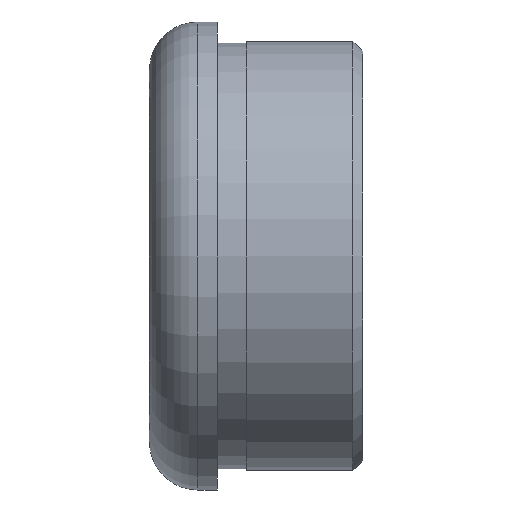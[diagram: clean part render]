
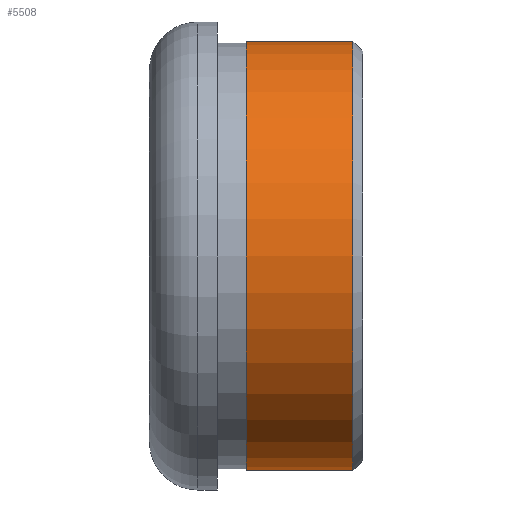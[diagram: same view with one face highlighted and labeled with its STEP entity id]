
A CAD part, left-side view. The second image highlights one B-rep face of the part: STEP entity #5508.
In plain terms, the highlighted cylindrical face has radius 22.15 mm (diameter 44.3 mm), a partial arc.
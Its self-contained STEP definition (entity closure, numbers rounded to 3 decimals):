
#54 = CARTESIAN_POINT ( 'NONE',  ( 0., 20.2, 22.15 ) ) ;
#108 = DIRECTION ( 'NONE',  ( 0., -1., 0. ) ) ;
#578 = CARTESIAN_POINT ( 'NONE',  ( 0., 12., 22.15 ) ) ;
#1478 = CARTESIAN_POINT ( 'NONE',  ( 0., 20.2, -22.15 ) ) ;
#1510 = ORIENTED_EDGE ( 'NONE', *, *, #12091, .T. ) ;
#2565 = DIRECTION ( 'NONE',  ( 0., -1., 0. ) ) ;
#2588 = DIRECTION ( 'NONE',  ( 0., -1., 0. ) ) ;
#3107 = LINE ( 'NONE', #54, #5477 ) ;
#3529 = CARTESIAN_POINT ( 'NONE',  ( 0., 1., -22.15 ) ) ;
#3993 = AXIS2_PLACEMENT_3D ( 'NONE', #8058, #5916, #7031 ) ;
#4161 = CIRCLE ( 'NONE', #4707, 22.15 ) ;
#4525 = ORIENTED_EDGE ( 'NONE', *, *, #7884, .T. ) ;
#4567 = VERTEX_POINT ( 'NONE', #578 ) ;
#4707 = AXIS2_PLACEMENT_3D ( 'NONE', #5929, #2588, #13591 ) ;
#5182 = CARTESIAN_POINT ( 'NONE',  ( 0., 1., 0. ) ) ;
#5477 = VECTOR ( 'NONE', #108, 1000. ) ;
#5494 = ORIENTED_EDGE ( 'NONE', *, *, #9247, .T. ) ;
#5508 = ADVANCED_FACE ( 'NONE', ( #12933 ), #12237, .T. ) ;
#5916 = DIRECTION ( 'NONE',  ( 0., -1., 0. ) ) ;
#5929 = CARTESIAN_POINT ( 'NONE',  ( 0., 12., 0. ) ) ;
#6296 = DIRECTION ( 'NONE',  ( 0., 1., 0. ) ) ;
#6376 = CIRCLE ( 'NONE', #11283, 22.15 ) ;
#7031 = DIRECTION ( 'NONE',  ( 0., 0., -1. ) ) ;
#7152 = EDGE_LOOP ( 'NONE', ( #9349, #4525, #1510, #5494 ) ) ;
#7529 = LINE ( 'NONE', #1478, #11493 ) ;
#7884 = EDGE_CURVE ( 'NONE', #4567, #13190, #4161, .T. ) ;
#8058 = CARTESIAN_POINT ( 'NONE',  ( 0., 20.2, 0. ) ) ;
#8903 = VERTEX_POINT ( 'NONE', #9029 ) ;
#9029 = CARTESIAN_POINT ( 'NONE',  ( 0., 1., 22.15 ) ) ;
#9247 = EDGE_CURVE ( 'NONE', #9696, #8903, #6376, .T. ) ;
#9349 = ORIENTED_EDGE ( 'NONE', *, *, #11170, .F. ) ;
#9696 = VERTEX_POINT ( 'NONE', #3529 ) ;
#11170 = EDGE_CURVE ( 'NONE', #4567, #8903, #3107, .T. ) ;
#11283 = AXIS2_PLACEMENT_3D ( 'NONE', #5182, #6296, #12914 ) ;
#11493 = VECTOR ( 'NONE', #2565, 1000. ) ;
#12091 = EDGE_CURVE ( 'NONE', #13190, #9696, #7529, .T. ) ;
#12237 = CYLINDRICAL_SURFACE ( 'NONE', #3993, 22.15 ) ;
#12914 = DIRECTION ( 'NONE',  ( 0., 0., -1. ) ) ;
#12933 = FACE_OUTER_BOUND ( 'NONE', #7152, .T. ) ;
#13060 = CARTESIAN_POINT ( 'NONE',  ( 0., 12., -22.15 ) ) ;
#13190 = VERTEX_POINT ( 'NONE', #13060 ) ;
#13591 = DIRECTION ( 'NONE',  ( 0., 0., -1. ) ) ;
